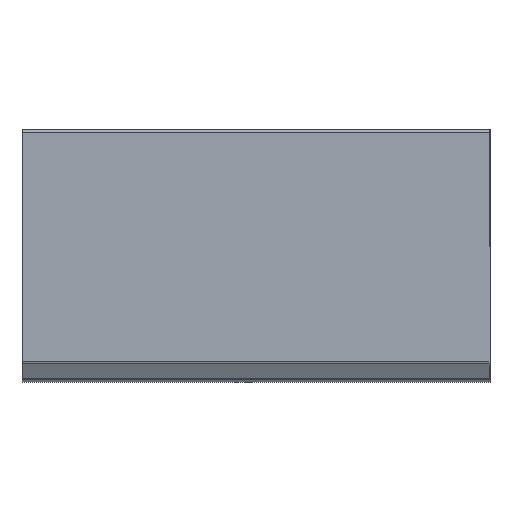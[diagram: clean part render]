
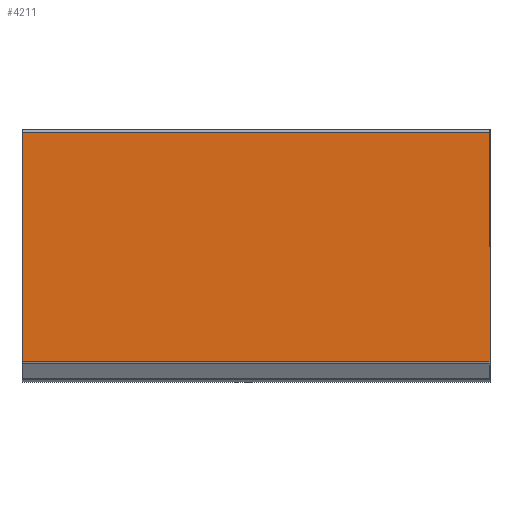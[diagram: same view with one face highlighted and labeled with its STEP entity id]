
A CAD part, top view. The second image highlights one B-rep face of the part: STEP entity #4211.
In plain terms, the highlighted planar face has unit normal (0, 0, 1).
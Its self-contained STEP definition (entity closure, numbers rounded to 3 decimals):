
#12 = CARTESIAN_POINT ( 'NONE',  ( 253., -124.598, 1.2 ) ) ;
#31 = EDGE_CURVE ( 'NONE', #3969, #157, #2915, .T. ) ;
#154 = EDGE_CURVE ( 'NONE', #4624, #3969, #4115, .T. ) ;
#157 = VERTEX_POINT ( 'NONE', #12 ) ;
#722 = EDGE_CURVE ( 'NONE', #3882, #4624, #5131, .T. ) ;
#763 = CARTESIAN_POINT ( 'NONE',  ( -253., 123.225, 1.2 ) ) ;
#965 = AXIS2_PLACEMENT_3D ( 'NONE', #4097, #4934, #3204 ) ;
#1193 = CARTESIAN_POINT ( 'NONE',  ( 253., 123.225, 1.2 ) ) ;
#1251 = FACE_OUTER_BOUND ( 'NONE', #1356, .T. ) ;
#1287 = VECTOR ( 'NONE', #1793, 1000. ) ;
#1356 = EDGE_LOOP ( 'NONE', ( #4925, #2734, #3616, #4328 ) ) ;
#1456 = EDGE_CURVE ( 'NONE', #157, #3882, #3376, .T. ) ;
#1690 = CARTESIAN_POINT ( 'NONE',  ( 253., 123.225, 1.2 ) ) ;
#1793 = DIRECTION ( 'NONE',  ( 0., -1., 0. ) ) ;
#2058 = DIRECTION ( 'NONE',  ( 1., 0., 0. ) ) ;
#2104 = CARTESIAN_POINT ( 'NONE',  ( 253., -125.1, 1.2 ) ) ;
#2342 = VECTOR ( 'NONE', #5316, 1000. ) ;
#2519 = VECTOR ( 'NONE', #3838, 1000. ) ;
#2543 = CARTESIAN_POINT ( 'NONE',  ( -253., -124.598, 1.2 ) ) ;
#2734 = ORIENTED_EDGE ( 'NONE', *, *, #154, .T. ) ;
#2915 = LINE ( 'NONE', #5739, #4401 ) ;
#3057 = CARTESIAN_POINT ( 'NONE',  ( -253., -125.1, 1.2 ) ) ;
#3204 = DIRECTION ( 'NONE',  ( -1., 0., 0. ) ) ;
#3376 = LINE ( 'NONE', #2104, #2519 ) ;
#3616 = ORIENTED_EDGE ( 'NONE', *, *, #31, .T. ) ;
#3838 = DIRECTION ( 'NONE',  ( 0., 1., 0. ) ) ;
#3882 = VERTEX_POINT ( 'NONE', #1193 ) ;
#3969 = VERTEX_POINT ( 'NONE', #2543 ) ;
#4097 = CARTESIAN_POINT ( 'NONE',  ( 253., 125.1, 1.2 ) ) ;
#4115 = LINE ( 'NONE', #3057, #1287 ) ;
#4211 = ADVANCED_FACE ( 'NONE', ( #1251 ), #4535, .F. ) ;
#4328 = ORIENTED_EDGE ( 'NONE', *, *, #1456, .T. ) ;
#4401 = VECTOR ( 'NONE', #2058, 1000. ) ;
#4535 = PLANE ( 'NONE',  #965 ) ;
#4624 = VERTEX_POINT ( 'NONE', #763 ) ;
#4925 = ORIENTED_EDGE ( 'NONE', *, *, #722, .T. ) ;
#4934 = DIRECTION ( 'NONE',  ( 0., 0., -1. ) ) ;
#5131 = LINE ( 'NONE', #1690, #2342 ) ;
#5316 = DIRECTION ( 'NONE',  ( -1., 0., 0. ) ) ;
#5739 = CARTESIAN_POINT ( 'NONE',  ( -253., -124.598, 1.2 ) ) ;
